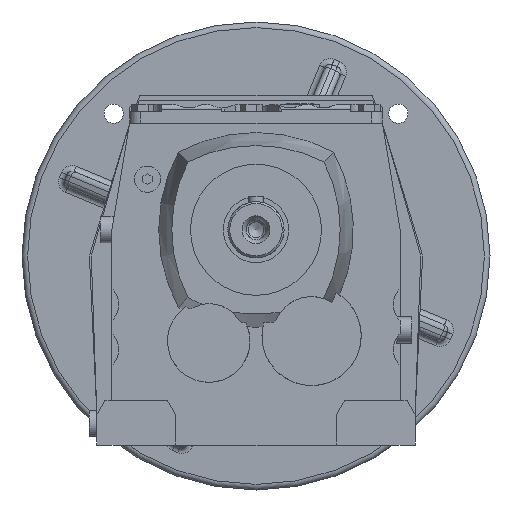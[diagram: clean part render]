
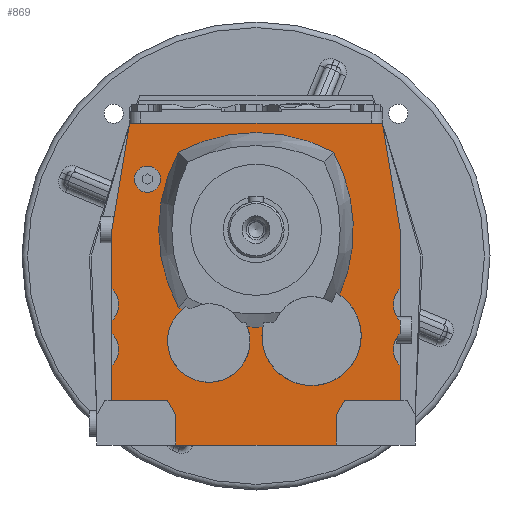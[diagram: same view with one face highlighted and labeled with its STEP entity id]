
A CAD part, left-side view. The second image highlights one B-rep face of the part: STEP entity #869.
In plain terms, the highlighted planar face has unit normal (-1, 0, 0).
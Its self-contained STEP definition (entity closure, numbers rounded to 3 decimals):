
#869=ADVANCED_FACE('',(#5772,#5774),#5776,.F.);
#5772=FACE_BOUND('',#5773,.T.);
#5773=EDGE_LOOP('',(#10375,#10376,#10377,#10378,#10379,#10380,#10381,#10382,#10383,
#10384,#10385,#10386,#10387,#10388,#10389,#10390,#10391,#10392,#10393,#10394));
#5774=FACE_BOUND('',#5775,.T.);
#5775=EDGE_LOOP('',(#10395,#10396,#10397,#10398,#10399,#10400,#10401));
#5776=PLANE('',#5777);
#5777=AXIS2_PLACEMENT_3D('',#5778,#5779,#5780);
#5778=CARTESIAN_POINT('',(46.,0.,-31.432));
#5779=DIRECTION('',(1.,0.,0.));
#5780=DIRECTION('',(0.,1.,0.));
#10375=ORIENTED_EDGE('',*,*,#12774,.T.);
#10376=ORIENTED_EDGE('',*,*,#12782,.F.);
#10377=ORIENTED_EDGE('',*,*,#12784,.F.);
#10378=ORIENTED_EDGE('',*,*,#12785,.F.);
#10379=ORIENTED_EDGE('',*,*,#12786,.F.);
#10380=ORIENTED_EDGE('',*,*,#12787,.F.);
#10381=ORIENTED_EDGE('',*,*,#12764,.T.);
#10382=ORIENTED_EDGE('',*,*,#12788,.F.);
#10383=ORIENTED_EDGE('',*,*,#12760,.T.);
#10384=ORIENTED_EDGE('',*,*,#12789,.F.);
#10385=ORIENTED_EDGE('',*,*,#12790,.T.);
#10386=ORIENTED_EDGE('',*,*,#12791,.T.);
#10387=ORIENTED_EDGE('',*,*,#12792,.T.);
#10388=ORIENTED_EDGE('',*,*,#12793,.F.);
#10389=ORIENTED_EDGE('',*,*,#12794,.T.);
#10390=ORIENTED_EDGE('',*,*,#12795,.T.);
#10391=ORIENTED_EDGE('',*,*,#12796,.T.);
#10392=ORIENTED_EDGE('',*,*,#12778,.F.);
#10393=ORIENTED_EDGE('',*,*,#12770,.T.);
#10394=ORIENTED_EDGE('',*,*,#12776,.F.);
#10395=ORIENTED_EDGE('',*,*,#12756,.T.);
#10396=ORIENTED_EDGE('',*,*,#12797,.T.);
#10397=ORIENTED_EDGE('',*,*,#12752,.T.);
#10398=ORIENTED_EDGE('',*,*,#12798,.T.);
#10399=ORIENTED_EDGE('',*,*,#12799,.T.);
#10400=ORIENTED_EDGE('',*,*,#12800,.T.);
#10401=ORIENTED_EDGE('',*,*,#12801,.T.);
#12752=EDGE_CURVE('',#13987,#13984,#13988,.T.);
#12756=EDGE_CURVE('',#13995,#13992,#13996,.T.);
#12760=EDGE_CURVE('',#14003,#14000,#14004,.T.);
#12764=EDGE_CURVE('',#14011,#14008,#14012,.T.);
#12770=EDGE_CURVE('',#14017,#14021,#14023,.T.);
#12774=EDGE_CURVE('',#14025,#14029,#14031,.T.);
#12776=EDGE_CURVE('',#14025,#14021,#14033,.T.);
#12778=EDGE_CURVE('',#14017,#14035,#14036,.T.);
#12782=EDGE_CURVE('',#14041,#14029,#14043,.T.);
#12784=EDGE_CURVE('',#14045,#14041,#14046,.T.);
#12785=EDGE_CURVE('',#14047,#14045,#14048,.T.);
#12786=EDGE_CURVE('',#14049,#14047,#14050,.T.);
#12787=EDGE_CURVE('',#14011,#14049,#14051,.T.);
#12788=EDGE_CURVE('',#14003,#14008,#14052,.T.);
#12789=EDGE_CURVE('',#14053,#14000,#14054,.T.);
#12790=EDGE_CURVE('',#14053,#14055,#14056,.T.);
#12791=EDGE_CURVE('',#14055,#14057,#14058,.T.);
#12792=EDGE_CURVE('',#14057,#14059,#14060,.T.);
#12793=EDGE_CURVE('',#14061,#14059,#14062,.T.);
#12794=EDGE_CURVE('',#14061,#14063,#14064,.T.);
#12795=EDGE_CURVE('',#14063,#14065,#14066,.T.);
#12796=EDGE_CURVE('',#14065,#14035,#14067,.T.);
#12797=EDGE_CURVE('',#13992,#13987,#14068,.T.);
#12798=EDGE_CURVE('',#13984,#14069,#14070,.T.);
#12799=EDGE_CURVE('',#14069,#14071,#14072,.T.);
#12800=EDGE_CURVE('',#14071,#14073,#14074,.T.);
#12801=EDGE_CURVE('',#14073,#13995,#14075,.T.);
#13984=VERTEX_POINT('',#16060);
#13987=VERTEX_POINT('',#16073);
#13988=CIRCLE('',#16074,22.);
#13992=VERTEX_POINT('',#16094);
#13995=VERTEX_POINT('',#16107);
#13996=CIRCLE('',#16108,26.5);
#14000=VERTEX_POINT('',#16128);
#14003=VERTEX_POINT('',#16133);
#14004=CIRCLE('',#16134,12.);
#14008=VERTEX_POINT('',#16146);
#14011=VERTEX_POINT('',#16151);
#14012=CIRCLE('',#16152,12.);
#14017=VERTEX_POINT('',#16165);
#14021=VERTEX_POINT('',#16174);
#14023=CIRCLE('',#16178,12.);
#14025=VERTEX_POINT('',#16183);
#14029=VERTEX_POINT('',#16192);
#14031=CIRCLE('',#16196,12.);
#14033=LINE('',#16203,#16204);
#14035=VERTEX_POINT('',#16209);
#14036=LINE('',#16210,#16211);
#14041=VERTEX_POINT('',#16221);
#14043=LINE('',#16225,#16226);
#14045=VERTEX_POINT('',#16231);
#14046=LINE('',#16232,#16233);
#14047=VERTEX_POINT('',#16235);
#14048=LINE('',#16236,#16237);
#14049=VERTEX_POINT('',#16239);
#14050=LINE('',#16240,#16241);
#14051=LINE('',#16243,#16244);
#14052=LINE('',#16246,#16247);
#14053=VERTEX_POINT('',#16249);
#14054=LINE('',#16250,#16251);
#14055=VERTEX_POINT('',#16253);
#14056=LINE('',#16254,#16255);
#14057=VERTEX_POINT('',#16257);
#14058=LINE('',#16258,#16259);
#14059=VERTEX_POINT('',#16261);
#14060=LINE('',#16262,#16263);
#14061=VERTEX_POINT('',#16265);
#14062=LINE('',#16266,#16267);
#14063=VERTEX_POINT('',#16269);
#14064=LINE('',#16270,#16271);
#14065=VERTEX_POINT('',#16273);
#14066=LINE('',#16274,#16275);
#14067=LINE('',#16277,#16278);
#14068=CIRCLE('',#16280,86.965);
#14069=VERTEX_POINT('',#16284);
#14070=CIRCLE('',#16285,86.965);
#14071=VERTEX_POINT('',#16289);
#14072=CIRCLE('',#16290,86.965);
#14073=VERTEX_POINT('',#16294);
#14074=CIRCLE('',#16295,86.965);
#14075=CIRCLE('',#16299,86.965);
#16060=CARTESIAN_POINT('',(46.,39.321,-42.568));
#16073=CARTESIAN_POINT('',(46.,4.603,-51.843));
#16074=AXIS2_PLACEMENT_3D('',#16075,#16076,#16077);
#16075=CARTESIAN_POINT('',(46.,25.239,-59.47));
#16076=DIRECTION('',(1.,0.,-0.));
#16077=DIRECTION('',(0.,-0.938,0.347));
#16094=CARTESIAN_POINT('',(46.,-3.628,-51.889));
#16107=CARTESIAN_POINT('',(46.,-44.679,-34.845));
#16108=AXIS2_PLACEMENT_3D('',#16109,#16110,#16111);
#16109=CARTESIAN_POINT('',(46.,-29.688,-56.697));
#16110=DIRECTION('',(1.,0.,-0.));
#16111=DIRECTION('',(0.,-0.566,0.825));
#16128=CARTESIAN_POINT('',(46.,77.,-72.57));
#16133=CARTESIAN_POINT('',(46.,77.,-55.43));
#16134=AXIS2_PLACEMENT_3D('',#16135,#16136,#16137);
#16135=CARTESIAN_POINT('',(46.,85.4,-64.));
#16136=DIRECTION('',(1.,0.,-0.));
#16137=DIRECTION('',(0.,-0.7,0.714));
#16146=CARTESIAN_POINT('',(46.,77.,-48.57));
#16151=CARTESIAN_POINT('',(46.,77.,-31.43));
#16152=AXIS2_PLACEMENT_3D('',#16153,#16154,#16155);
#16153=CARTESIAN_POINT('',(46.,85.4,-40.));
#16154=DIRECTION('',(1.,0.,-0.));
#16155=DIRECTION('',(0.,-0.7,0.714));
#16165=CARTESIAN_POINT('',(46.,-77.,-72.57));
#16174=CARTESIAN_POINT('',(46.,-77.,-55.43));
#16178=AXIS2_PLACEMENT_3D('',#16179,#16180,#16181);
#16179=CARTESIAN_POINT('',(46.,-85.4,-64.));
#16180=DIRECTION('',(1.,0.,0.));
#16181=DIRECTION('',(0.,0.7,-0.714));
#16183=CARTESIAN_POINT('',(46.,-77.,-48.57));
#16192=CARTESIAN_POINT('',(46.,-77.,-31.43));
#16196=AXIS2_PLACEMENT_3D('',#16197,#16198,#16199);
#16197=CARTESIAN_POINT('',(46.,-85.4,-40.));
#16198=DIRECTION('',(1.,0.,0.));
#16199=DIRECTION('',(0.,0.7,-0.714));
#16203=CARTESIAN_POINT('',(46.,-77.,-48.57));
#16204=VECTOR('',#16205,1.);
#16205=DIRECTION('',(0.,0.,-1.));
#16209=CARTESIAN_POINT('',(46.,-77.,-91.));
#16210=CARTESIAN_POINT('',(46.,-77.,-72.57));
#16211=VECTOR('',#16212,1.);
#16212=DIRECTION('',(0.,0.,-1.));
#16221=CARTESIAN_POINT('',(46.,-77.,0.));
#16225=CARTESIAN_POINT('',(46.,-77.,0.));
#16226=VECTOR('',#16227,1.);
#16227=DIRECTION('',(0.,0.,-1.));
#16231=CARTESIAN_POINT('',(46.,-67.5,57.));
#16232=CARTESIAN_POINT('',(46.,-67.5,57.));
#16233=VECTOR('',#16234,1.);
#16234=DIRECTION('',(0.,-0.164,-0.986));
#16235=CARTESIAN_POINT('',(46.,67.5,57.));
#16236=CARTESIAN_POINT('',(46.,67.5,57.));
#16237=VECTOR('',#16238,1.);
#16238=DIRECTION('',(0.,-1.,0.));
#16239=CARTESIAN_POINT('',(46.,77.,0.));
#16240=CARTESIAN_POINT('',(46.,77.,0.));
#16241=VECTOR('',#16242,1.);
#16242=DIRECTION('',(0.,-0.164,0.986));
#16243=CARTESIAN_POINT('',(46.,77.,-31.43));
#16244=VECTOR('',#16245,1.);
#16245=DIRECTION('',(0.,0.,1.));
#16246=CARTESIAN_POINT('',(46.,77.,-55.43));
#16247=VECTOR('',#16248,1.);
#16248=DIRECTION('',(0.,0.,1.));
#16249=CARTESIAN_POINT('',(46.,77.,-91.));
#16250=CARTESIAN_POINT('',(46.,77.,-91.));
#16251=VECTOR('',#16252,1.);
#16252=DIRECTION('',(0.,0.,1.));
#16253=CARTESIAN_POINT('',(46.,47.33,-91.));
#16254=CARTESIAN_POINT('',(46.,77.,-91.));
#16255=VECTOR('',#16256,1.);
#16256=DIRECTION('',(0.,-1.,0.));
#16257=CARTESIAN_POINT('',(46.,43.,-98.5));
#16258=CARTESIAN_POINT('',(46.,47.33,-91.));
#16259=VECTOR('',#16260,1.);
#16260=DIRECTION('',(0.,-0.5,-0.866));
#16261=CARTESIAN_POINT('',(46.,43.,-115.));
#16262=CARTESIAN_POINT('',(46.,43.,-98.5));
#16263=VECTOR('',#16264,1.);
#16264=DIRECTION('',(0.,0.,-1.));
#16265=CARTESIAN_POINT('',(46.,-43.,-115.));
#16266=CARTESIAN_POINT('',(46.,-43.,-115.));
#16267=VECTOR('',#16268,1.);
#16268=DIRECTION('',(0.,1.,0.));
#16269=CARTESIAN_POINT('',(46.,-43.,-98.5));
#16270=CARTESIAN_POINT('',(46.,-43.,-115.));
#16271=VECTOR('',#16272,1.);
#16272=DIRECTION('',(0.,0.,1.));
#16273=CARTESIAN_POINT('',(46.,-47.33,-91.));
#16274=CARTESIAN_POINT('',(46.,-43.,-98.5));
#16275=VECTOR('',#16276,1.);
#16276=DIRECTION('',(0.,-0.5,0.866));
#16277=CARTESIAN_POINT('',(46.,-47.33,-91.));
#16278=VECTOR('',#16279,1.);
#16279=DIRECTION('',(0.,-1.,0.));
#16280=AXIS2_PLACEMENT_3D('',#16281,#16282,#16283);
#16281=CARTESIAN_POINT('',(46.,0.,35.));
#16282=DIRECTION('',(1.,-0.,0.));
#16283=DIRECTION('',(0.,-0.042,-0.999));
#16284=CARTESIAN_POINT('',(46.,41.451,-41.451));
#16285=AXIS2_PLACEMENT_3D('',#16286,#16287,#16288);
#16286=CARTESIAN_POINT('',(46.,0.,35.));
#16287=DIRECTION('',(1.,-0.,0.));
#16288=DIRECTION('',(0.,0.452,-0.892));
#16289=CARTESIAN_POINT('',(46.,41.451,41.451));
#16290=AXIS2_PLACEMENT_3D('',#16291,#16292,#16293);
#16291=CARTESIAN_POINT('',(46.,-35.,0.));
#16292=DIRECTION('',(1.,-0.,0.));
#16293=DIRECTION('',(0.,0.879,-0.477));
#16294=CARTESIAN_POINT('',(46.,-41.451,41.451));
#16295=AXIS2_PLACEMENT_3D('',#16296,#16297,#16298);
#16296=CARTESIAN_POINT('',(46.,0.,-35.));
#16297=DIRECTION('',(1.,0.,-0.));
#16298=DIRECTION('',(0.,0.477,0.879));
#16299=AXIS2_PLACEMENT_3D('',#16300,#16301,#16302);
#16300=CARTESIAN_POINT('',(46.,35.,0.));
#16301=DIRECTION('',(1.,0.,-0.));
#16302=DIRECTION('',(0.,-0.879,0.477));
